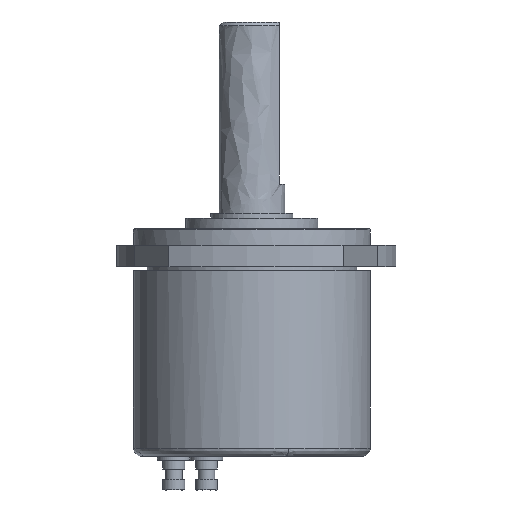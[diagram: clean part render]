
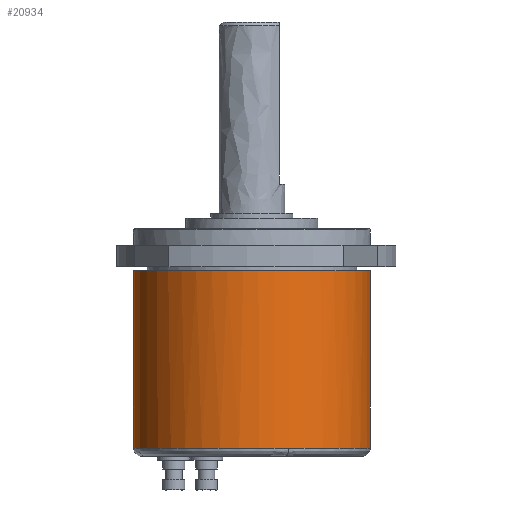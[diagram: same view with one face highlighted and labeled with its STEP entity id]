
A CAD part, left-side view. The second image highlights one B-rep face of the part: STEP entity #20934.
In plain terms, the highlighted free-form (B-spline) face has degree [1, 2] with [2, 5] control points.
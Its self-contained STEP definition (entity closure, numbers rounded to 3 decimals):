
#4848 = CARTESIAN_POINT ('', (-59.426, -38.705, -1.347));
#4849 = VERTEX_POINT ('', #4848);
#4850 = CARTESIAN_POINT ('', (-59.426, -16.705, -1.347));
#4851 = VERTEX_POINT ('', #4850);
#4865 = CARTESIAN_POINT ('', (-59.426, -16.705, -1.347));
#4866 = CARTESIAN_POINT ('', (-70.426, -16.705, -1.347));
#4867 = CARTESIAN_POINT ('', (-70.426, -27.705, -1.347));
#4868 = CARTESIAN_POINT ('', (-70.426, -38.705, -1.347));
#4869 = CARTESIAN_POINT ('', (-59.426, -38.705, -1.347));
#4870 = (
   BOUNDED_CURVE ()
   B_SPLINE_CURVE (2, (#4865, #4866, #4867, #4868, #4869), .UNSPECIFIED., .F., .U.)
   B_SPLINE_CURVE_WITH_KNOTS ((3, 2, 3), (0., 16.878, 33.756), .UNSPECIFIED.)
   CURVE ()
   GEOMETRIC_REPRESENTATION_ITEM ()
   RATIONAL_B_SPLINE_CURVE ((1., 0.707, 1., 0.707, 1.))
   REPRESENTATION_ITEM ('')
);
#4876 = EDGE_CURVE ('', #4851, #4849, #4870, .T.);
#4989 = CARTESIAN_POINT ('', (-59.426, -16.705, -17.837));
#4990 = VERTEX_POINT ('', #4989);
#5002 = CARTESIAN_POINT ('', (-59.426, -38.705, -17.837));
#5003 = VERTEX_POINT ('', #5002);
#5017 = CARTESIAN_POINT ('', (-59.426, -38.705, -1.347));
#5018 = CARTESIAN_POINT ('', (-59.426, -38.705, -17.837));
#5019 = B_SPLINE_CURVE_WITH_KNOTS ('', 1, (#5017, #5018), .UNSPECIFIED., .F., .U., (2, 2), (0., 16.49), .UNSPECIFIED.);
#5025 = EDGE_CURVE ('', #4849, #5003, #5019, .T.);
#5028 = CARTESIAN_POINT ('', (-59.426, -16.705, -1.347));
#5029 = CARTESIAN_POINT ('', (-59.426, -16.705, -17.837));
#5030 = B_SPLINE_CURVE_WITH_KNOTS ('', 1, (#5028, #5029), .UNSPECIFIED., .F., .U., (2, 2), (0., 16.49), .UNSPECIFIED.);
#5036 = EDGE_CURVE ('', #4851, #4990, #5030, .T.);
#5091 = CARTESIAN_POINT ('', (-69.888, -31.104, -17.837));
#5092 = VERTEX_POINT ('', #5091);
#5093 = CARTESIAN_POINT ('', (-59.426, -16.705, -17.837));
#5094 = CARTESIAN_POINT ('', (-65.031, -16.705, -17.837));
#5095 = CARTESIAN_POINT ('', (-68.326, -21.239, -17.837));
#5096 = CARTESIAN_POINT ('', (-71.62, -25.774, -17.837));
#5097 = CARTESIAN_POINT ('', (-69.888, -31.104, -17.837));
#5098 = (
   BOUNDED_CURVE ()
   B_SPLINE_CURVE (2, (#5093, #5094, #5095, #5096, #5097), .UNSPECIFIED., .F., .U.)
   B_SPLINE_CURVE_WITH_KNOTS ((3, 2, 3), (0., 10.127, 20.254), .UNSPECIFIED.)
   CURVE ()
   GEOMETRIC_REPRESENTATION_ITEM ()
   RATIONAL_B_SPLINE_CURVE ((1., 0.891, 1., 0.891, 1.))
   REPRESENTATION_ITEM ('')
);
#5104 = EDGE_CURVE ('', #4990, #5092, #5098, .T.);
#20906 = ORIENTED_EDGE ('', *, *, #4876, .T.);
#20907 = ORIENTED_EDGE ('', *, *, #5025, .T.);
#20908 = CARTESIAN_POINT ('', (-69.888, -31.104, -17.837));
#20909 = CARTESIAN_POINT ('', (-67.418, -38.705, -17.837));
#20910 = CARTESIAN_POINT ('', (-59.426, -38.705, -17.837));
#20911 = (
   BOUNDED_CURVE ()
   B_SPLINE_CURVE (2, (#20908, #20909, #20910), .UNSPECIFIED., .F., .U.)
   B_SPLINE_CURVE_WITH_KNOTS ((3, 3), (0., 13.503), .UNSPECIFIED.)
   CURVE ()
   GEOMETRIC_REPRESENTATION_ITEM ()
   RATIONAL_B_SPLINE_CURVE ((1., 0.809, 1.))
   REPRESENTATION_ITEM ('')
);
#20917 = EDGE_CURVE ('', #5092, #5003, #20911, .T.);
#20918 = ORIENTED_EDGE ('', *, *, #20917, .F.);
#20919 = ORIENTED_EDGE ('', *, *, #5104, .F.);
#20920 = ORIENTED_EDGE ('', *, *, #5036, .F.);
#20921 = EDGE_LOOP ('', (#20906, #20907, #20918, #20919, #20920));
#20922 = FACE_OUTER_BOUND ('', #20921, .F.);
#20923 = CARTESIAN_POINT ('', (-59.426, -38.705, -1.347));
#20924 = CARTESIAN_POINT ('', (-70.426, -38.705, -1.347));
#20925 = CARTESIAN_POINT ('', (-70.426, -27.705, -1.347));
#20926 = CARTESIAN_POINT ('', (-70.426, -16.705, -1.347));
#20927 = CARTESIAN_POINT ('', (-59.426, -16.705, -1.347));
#20928 = CARTESIAN_POINT ('', (-59.426, -38.705, -17.837));
#20929 = CARTESIAN_POINT ('', (-70.426, -38.705, -17.837));
#20930 = CARTESIAN_POINT ('', (-70.426, -27.705, -17.837));
#20931 = CARTESIAN_POINT ('', (-70.426, -16.705, -17.837));
#20932 = CARTESIAN_POINT ('', (-59.426, -16.705, -17.837));
#20933 = (
   BOUNDED_SURFACE ()
   B_SPLINE_SURFACE (1, 2, ((#20923, #20924, #20925, #20926, #20927), (#20928, #20929, #20930, #20931, #20932)), .UNSPECIFIED., .F., .F., .U.)
   B_SPLINE_SURFACE_WITH_KNOTS ((2, 2), (3, 2, 3), (3.88, 20.37), (0., 16.878, 33.756), .UNSPECIFIED.)
   GEOMETRIC_REPRESENTATION_ITEM ()
   RATIONAL_B_SPLINE_SURFACE (((1., 0.707, 1., 0.707, 1.), (1., 0.707, 1., 0.707, 1.)))
   REPRESENTATION_ITEM ('')
   SURFACE ()
);
#20934 = ADVANCED_FACE ('', (#20922), #20933, .F.);
